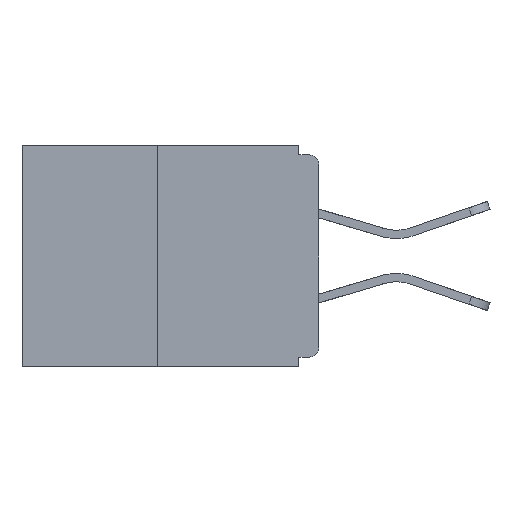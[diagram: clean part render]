
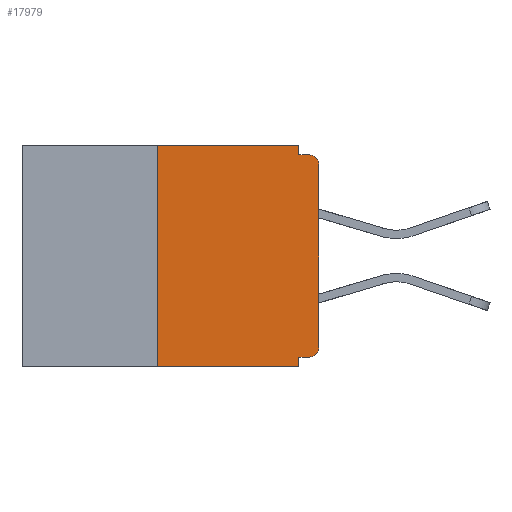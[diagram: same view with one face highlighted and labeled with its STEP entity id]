
A CAD part, left-side view. The second image highlights one B-rep face of the part: STEP entity #17979.
In plain terms, the highlighted planar face has unit normal (-1, 0, 0).
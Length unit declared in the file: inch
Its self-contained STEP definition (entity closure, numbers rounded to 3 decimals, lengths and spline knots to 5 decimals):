
#79 = DIRECTION ( 'NONE',  ( 0., -1., 0. ) ) ;
#193 = CARTESIAN_POINT ( 'NONE',  ( 0., 0.46, 0. ) ) ;
#329 = LINE ( 'NONE', #21243, #20406 ) ;
#553 = VECTOR ( 'NONE', #17022, 39.37008 ) ;
#1430 = LINE ( 'NONE', #6926, #3532 ) ;
#1662 = ORIENTED_EDGE ( 'NONE', *, *, #20686, .F. ) ;
#1767 = EDGE_CURVE ( 'NONE', #17697, #23531, #10354, .T. ) ;
#1831 = DIRECTION ( 'NONE',  ( 0., -1., 0. ) ) ;
#2270 = ORIENTED_EDGE ( 'NONE', *, *, #21076, .T. ) ;
#2390 = LINE ( 'NONE', #3759, #22795 ) ;
#3173 = CARTESIAN_POINT ( 'NONE',  ( 0., 0.031, -0.015 ) ) ;
#3532 = VECTOR ( 'NONE', #22454, 39.37008 ) ;
#3759 = CARTESIAN_POINT ( 'NONE',  ( 0., 0.46, 0. ) ) ;
#3968 = CARTESIAN_POINT ( 'NONE',  ( 0., 0.031, -0.328 ) ) ;
#4269 = CARTESIAN_POINT ( 'NONE',  ( 0., 0.015, -0.328 ) ) ;
#4917 = EDGE_CURVE ( 'NONE', #21271, #23531, #8957, .T. ) ;
#5173 = ORIENTED_EDGE ( 'NONE', *, *, #9752, .F. ) ;
#5383 = DIRECTION ( 'NONE',  ( 0., -1., 0. ) ) ;
#6304 = CARTESIAN_POINT ( 'NONE',  ( 0., 0.031, 0. ) ) ;
#6517 = ORIENTED_EDGE ( 'NONE', *, *, #1767, .T. ) ;
#6550 = VERTEX_POINT ( 'NONE', #11414 ) ;
#6926 = CARTESIAN_POINT ( 'NONE',  ( 0., 0.25, 0. ) ) ;
#6983 = CARTESIAN_POINT ( 'NONE',  ( 0., 0.015, -0.03 ) ) ;
#7404 = CARTESIAN_POINT ( 'NONE',  ( 0., 0.015, -0.313 ) ) ;
#7412 = AXIS2_PLACEMENT_3D ( 'NONE', #193, #21546, #19728 ) ;
#7687 = VECTOR ( 'NONE', #24128, 39.37008 ) ;
#7740 = CARTESIAN_POINT ( 'NONE',  ( 0., 0., -0.313 ) ) ;
#7881 = VERTEX_POINT ( 'NONE', #4269 ) ;
#8232 = ORIENTED_EDGE ( 'NONE', *, *, #20514, .F. ) ;
#8478 = DIRECTION ( 'NONE',  ( 0., 0., 1. ) ) ;
#8793 = ORIENTED_EDGE ( 'NONE', *, *, #9000, .T. ) ;
#8957 = LINE ( 'NONE', #23628, #10155 ) ;
#9000 = EDGE_CURVE ( 'NONE', #7881, #10075, #23305, .T. ) ;
#9052 = LINE ( 'NONE', #22866, #553 ) ;
#9312 = AXIS2_PLACEMENT_3D ( 'NONE', #7404, #22948, #9531 ) ;
#9335 = VECTOR ( 'NONE', #8478, 39.37008 ) ;
#9531 = DIRECTION ( 'NONE',  ( 0., 0., -1. ) ) ;
#9752 = EDGE_CURVE ( 'NONE', #15467, #19508, #18955, .T. ) ;
#10075 = VERTEX_POINT ( 'NONE', #7740 ) ;
#10155 = VECTOR ( 'NONE', #79, 39.37008 ) ;
#10354 = CIRCLE ( 'NONE', #13597, 0.015 ) ;
#10591 = LINE ( 'NONE', #20143, #13640 ) ;
#11414 = CARTESIAN_POINT ( 'NONE',  ( 0., 0.25, 0. ) ) ;
#13433 = VERTEX_POINT ( 'NONE', #16426 ) ;
#13509 = EDGE_CURVE ( 'NONE', #13433, #6550, #1430, .T. ) ;
#13597 = AXIS2_PLACEMENT_3D ( 'NONE', #6983, #18718, #20445 ) ;
#13640 = VECTOR ( 'NONE', #16630, 39.37008 ) ;
#14056 = ORIENTED_EDGE ( 'NONE', *, *, #13509, .F. ) ;
#15119 = ORIENTED_EDGE ( 'NONE', *, *, #17351, .F. ) ;
#15467 = VERTEX_POINT ( 'NONE', #3968 ) ;
#16426 = CARTESIAN_POINT ( 'NONE',  ( 0., 0.25, -0.343 ) ) ;
#16630 = DIRECTION ( 'NONE',  ( 0., 1., 0. ) ) ;
#16954 = LINE ( 'NONE', #18325, #9335 ) ;
#17022 = DIRECTION ( 'NONE',  ( 0., 0., -1. ) ) ;
#17303 = ORIENTED_EDGE ( 'NONE', *, *, #19860, .T. ) ;
#17351 = EDGE_CURVE ( 'NONE', #19006, #21271, #9052, .T. ) ;
#17697 = VERTEX_POINT ( 'NONE', #21820 ) ;
#17979 = ADVANCED_FACE ( 'NONE', ( #19029 ), #23426, .F. ) ;
#18012 = CARTESIAN_POINT ( 'NONE',  ( 0., 0.031, -0.343 ) ) ;
#18325 = CARTESIAN_POINT ( 'NONE',  ( 0., 0., 0. ) ) ;
#18718 = DIRECTION ( 'NONE',  ( -1., 0., 0. ) ) ;
#18955 = LINE ( 'NONE', #20110, #7687 ) ;
#19006 = VERTEX_POINT ( 'NONE', #6304 ) ;
#19029 = FACE_OUTER_BOUND ( 'NONE', #24261, .T. ) ;
#19508 = VERTEX_POINT ( 'NONE', #18012 ) ;
#19728 = DIRECTION ( 'NONE',  ( 0., 0., -1. ) ) ;
#19860 = EDGE_CURVE ( 'NONE', #13433, #19508, #329, .T. ) ;
#20110 = CARTESIAN_POINT ( 'NONE',  ( 0., 0.031, -0.343 ) ) ;
#20143 = CARTESIAN_POINT ( 'NONE',  ( 0., 0., -0.328 ) ) ;
#20406 = VECTOR ( 'NONE', #1831, 39.37008 ) ;
#20445 = DIRECTION ( 'NONE',  ( 0., 0., -1. ) ) ;
#20514 = EDGE_CURVE ( 'NONE', #7881, #15467, #10591, .T. ) ;
#20686 = EDGE_CURVE ( 'NONE', #6550, #19006, #2390, .T. ) ;
#21076 = EDGE_CURVE ( 'NONE', #10075, #17697, #16954, .T. ) ;
#21243 = CARTESIAN_POINT ( 'NONE',  ( 0., 0.46, -0.343 ) ) ;
#21271 = VERTEX_POINT ( 'NONE', #3173 ) ;
#21396 = CARTESIAN_POINT ( 'NONE',  ( 0., 0.015, -0.015 ) ) ;
#21546 = DIRECTION ( 'NONE',  ( 1., 0., 0. ) ) ;
#21820 = CARTESIAN_POINT ( 'NONE',  ( 0., 0., -0.03 ) ) ;
#22454 = DIRECTION ( 'NONE',  ( 0., 0., 1. ) ) ;
#22795 = VECTOR ( 'NONE', #5383, 39.37008 ) ;
#22866 = CARTESIAN_POINT ( 'NONE',  ( 0., 0.031, 0. ) ) ;
#22948 = DIRECTION ( 'NONE',  ( -1., 0., 0. ) ) ;
#23305 = CIRCLE ( 'NONE', #9312, 0.015 ) ;
#23426 = PLANE ( 'NONE',  #7412 ) ;
#23531 = VERTEX_POINT ( 'NONE', #21396 ) ;
#23628 = CARTESIAN_POINT ( 'NONE',  ( 0., 0., -0.015 ) ) ;
#24128 = DIRECTION ( 'NONE',  ( 0., 0., -1. ) ) ;
#24261 = EDGE_LOOP ( 'NONE', ( #1662, #14056, #17303, #5173, #8232, #8793, #2270, #6517, #24995, #15119 ) ) ;
#24995 = ORIENTED_EDGE ( 'NONE', *, *, #4917, .F. ) ;
